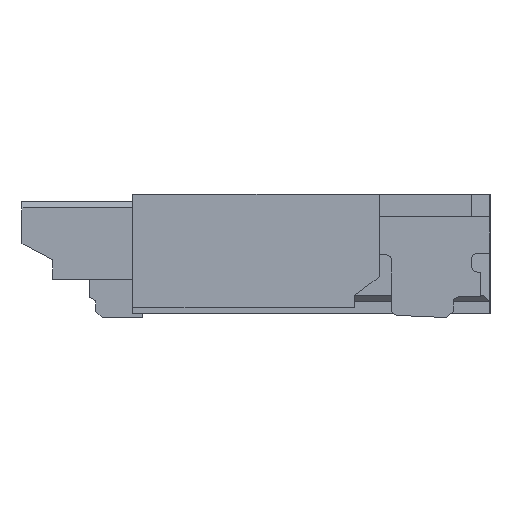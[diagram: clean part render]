
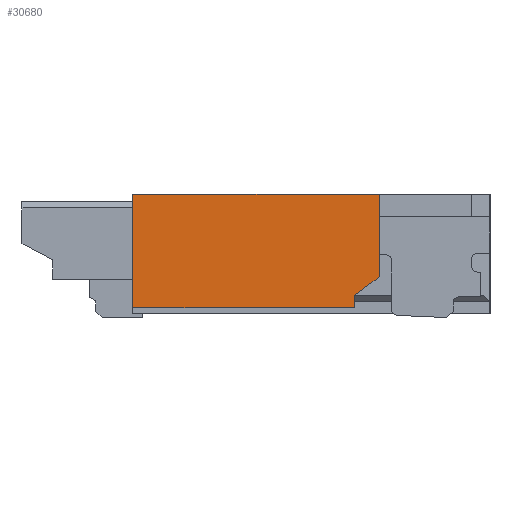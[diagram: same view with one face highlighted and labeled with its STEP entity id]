
A CAD part, left-side view. The second image highlights one B-rep face of the part: STEP entity #30680.
In plain terms, the highlighted face is planar.
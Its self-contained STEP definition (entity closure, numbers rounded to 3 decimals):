
#3350=CARTESIAN_POINT('',(1.495,0.762,-5.5));
#3360=VERTEX_POINT('',#3350);
#3510=CARTESIAN_POINT('',(-0.305,0.762,-5.5));
#3520=VERTEX_POINT('',#3510);
#3550=CARTESIAN_POINT('',(0.,0.762,-5.5));
#3560=DIRECTION('',(-1.,0.,-0.));
#3570=VECTOR('',#3560,1.);
#3580=LINE('',#3550,#3570);
#3590=EDGE_CURVE('',#3360,#3520,#3580,.T.);
#6390=CARTESIAN_POINT('',(-0.305,-0.158,-5.5));
#6400=VERTEX_POINT('',#6390);
#6430=CARTESIAN_POINT('',(-0.305,0.,-5.5));
#6440=DIRECTION('',(-0.,1.,0.));
#6450=VECTOR('',#6440,1.);
#6460=LINE('',#6430,#6450);
#6470=EDGE_CURVE('',#6400,#3520,#6460,.T.);
#19320=CARTESIAN_POINT('',(0.,1.783,-5.5));
#19330=DIRECTION('',(0.8,-0.6,-0.));
#19340=VECTOR('',#19330,1.);
#19350=LINE('',#19320,#19340);
#19360=CARTESIAN_POINT('',(1.495,0.662,-5.5));
#19370=VERTEX_POINT('',#19360);
#19380=CARTESIAN_POINT('',(1.695,0.512,-5.5));
#19390=VERTEX_POINT('',#19380);
#19400=EDGE_CURVE('',#19370,#19390,#19350,.T.);
#20060=CARTESIAN_POINT('',(1.495,0.,-5.5));
#20070=DIRECTION('',(-0.,-1.,-0.));
#20080=VECTOR('',#20070,1.);
#20090=LINE('',#20060,#20080);
#20100=EDGE_CURVE('',#3360,#19370,#20090,.T.);
#24190=CARTESIAN_POINT('',(1.695,0.,-5.5));
#24200=DIRECTION('',(0.,1.,0.));
#24210=VECTOR('',#24200,1.);
#24220=LINE('',#24190,#24210);
#24230=CARTESIAN_POINT('',(1.695,-0.158,-5.5));
#24240=VERTEX_POINT('',#24230);
#24250=EDGE_CURVE('',#24240,#19390,#24220,.T.);
#30500=CARTESIAN_POINT('',(1.745,-0.181,-5.5));
#30510=DIRECTION('',(0.,0.,-1.));
#30520=DIRECTION('',(-1.,0.,-0.));
#30530=AXIS2_PLACEMENT_3D('',#30500,#30510,#30520);
#30540=PLANE('',#30530);
#30550=ORIENTED_EDGE('',*,*,#24250,.F.);
#30560=ORIENTED_EDGE('',*,*,#19400,.T.);
#30570=ORIENTED_EDGE('',*,*,#20100,.T.);
#30580=ORIENTED_EDGE('',*,*,#3590,.F.);
#30590=ORIENTED_EDGE('',*,*,#6470,.T.);
#30600=CARTESIAN_POINT('',(0.,-0.158,-5.5));
#30610=DIRECTION('',(-1.,-0.,0.));
#30620=VECTOR('',#30610,1.);
#30630=LINE('',#30600,#30620);
#30640=EDGE_CURVE('',#24240,#6400,#30630,.T.);
#30650=ORIENTED_EDGE('',*,*,#30640,.T.);
#30660=EDGE_LOOP('',(#30650,#30590,#30580,#30570,#30560,#30550));
#30670=FACE_OUTER_BOUND('',#30660,.T.);
#30680=ADVANCED_FACE('',(#30670),#30540,.T.);
